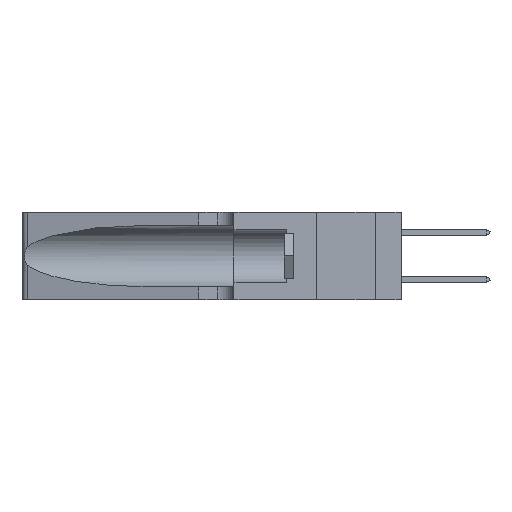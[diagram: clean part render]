
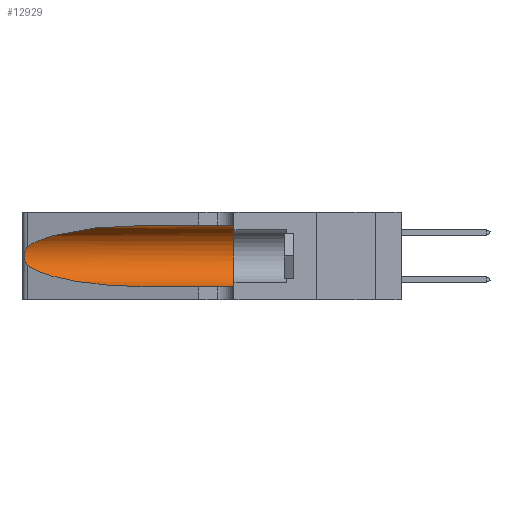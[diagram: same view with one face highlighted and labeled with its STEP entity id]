
A CAD part, left-side view. The second image highlights one B-rep face of the part: STEP entity #12929.
In plain terms, the highlighted cylindrical face has radius 3.308 mm (diameter 6.617 mm), a partial arc.
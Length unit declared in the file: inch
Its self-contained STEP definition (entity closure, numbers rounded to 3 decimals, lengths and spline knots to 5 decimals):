
#115 = LINE ( 'NONE', #37738, #32952 ) ;
#1162 = CARTESIAN_POINT ( 'NONE',  ( 0.18966, 0.96281, 0.05475 ) ) ;
#1504 = CARTESIAN_POINT ( 'NONE',  ( 0.1305, 0.35, 0.31525 ) ) ;
#1573 = ORIENTED_EDGE ( 'NONE', *, *, #14018, .T. ) ;
#1888 = EDGE_CURVE ( 'NONE', #35021, #28832, #34019, .T. ) ;
#2244 = VERTEX_POINT ( 'NONE', #1504 ) ;
#2838 = CARTESIAN_POINT ( 'NONE',  ( 0.25639, 1.23184, 0.21858 ) ) ;
#3372 = EDGE_CURVE ( 'NONE', #22436, #35021, #30988, .T. ) ;
#3845 = CARTESIAN_POINT ( 'NONE',  ( 0.25487, 1.22718, 0.14631 ) ) ;
#5247 = EDGE_CURVE ( 'NONE', #2244, #28832, #28021, .T. ) ;
#5702 = ORIENTED_EDGE ( 'NONE', *, *, #3372, .T. ) ;
#5913 = CARTESIAN_POINT ( 'NONE',  ( 0.1305, 0.35, 0.05475 ) ) ;
#6030 = CARTESIAN_POINT ( 'NONE',  ( 0.25854, 1.2359, 0.20912 ) ) ;
#7057 = CARTESIAN_POINT ( 'NONE',  ( 0.2373, 1.15595, 0.28018 ) ) ;
#7167 = EDGE_LOOP ( 'NONE', ( #1573, #23091, #5702, #11721, #30602, #22692 ) ) ;
#7551 = CARTESIAN_POINT ( 'NONE',  ( 0.25487, 1.22718, 0.14631 ) ) ;
#9112 = CARTESIAN_POINT ( 'NONE',  ( 0.25487, 1.22718, 0.22369 ) ) ;
#9251 = CARTESIAN_POINT ( 'NONE',  ( 0.26075, 1.23896, 0.19203 ) ) ;
#9681 = VECTOR ( 'NONE', #41100, 39.37008 ) ;
#10250 = CARTESIAN_POINT ( 'NONE',  ( 0.1305, 0.72297, 0.31525 ) ) ;
#11517 = CARTESIAN_POINT ( 'NONE',  ( 0.25487, 1.22718, 0.22369 ) ) ;
#11721 = ORIENTED_EDGE ( 'NONE', *, *, #1888, .T. ) ;
#12326 = CARTESIAN_POINT ( 'NONE',  ( 0.1305, 0.35, 0.185 ) ) ;
#12480 = CARTESIAN_POINT ( 'NONE',  ( 0.26017, 1.23833, 0.17102 ) ) ;
#12929 = ADVANCED_FACE ( 'NONE', ( #21407 ), #20434, .F. ) ;
#14018 = EDGE_CURVE ( 'NONE', #37259, #31341, #27957, .T. ) ;
#14952 = DIRECTION ( 'NONE',  ( 0., 0., -1. ) ) ;
#15504 = DIRECTION ( 'NONE',  ( 0., 0., 1. ) ) ;
#15672 = CARTESIAN_POINT ( 'NONE',  ( 0.25789, 1.23486, 0.15765 ) ) ;
#17111 = CARTESIAN_POINT ( 'NONE',  ( 0.1305, 0.72297, 0.05475 ) ) ;
#18858 = CARTESIAN_POINT ( 'NONE',  ( 0.25555, 1.22993, 0.14849 ) ) ;
#18940 = CARTESIAN_POINT ( 'NONE',  ( 0.1305, 1.61858, 0.05475 ) ) ;
#20434 = CYLINDRICAL_SURFACE ( 'NONE', #37501, 0.13025 ) ;
#20956 = CARTESIAN_POINT ( 'NONE',  ( 0.1305, 0.72297, 0.31525 ) ) ;
#21180 = CARTESIAN_POINT ( 'NONE',  ( 0.1305, 1.61858, 0.185 ) ) ;
#21407 = FACE_OUTER_BOUND ( 'NONE', #7167, .T. ) ;
#21950 = DIRECTION ( 'NONE',  ( 0., -1., 0. ) ) ;
#22436 = VERTEX_POINT ( 'NONE', #3845 ) ;
#22692 = ORIENTED_EDGE ( 'NONE', *, *, #24951, .F. ) ;
#23091 = ORIENTED_EDGE ( 'NONE', *, *, #25626, .T. ) ;
#24951 = EDGE_CURVE ( 'NONE', #37259, #2244, #115, .T. ) ;
#25109 = CARTESIAN_POINT ( 'NONE',  ( 0.25787, 1.23484, 0.2124 ) ) ;
#25626 = EDGE_CURVE ( 'NONE', #31341, #22436, #32276, .T. ) ;
#26608 = CARTESIAN_POINT ( 'NONE',  ( 0.2373, 1.15595, 0.08982 ) ) ;
#27957 =( BOUNDED_CURVE ( )  B_SPLINE_CURVE ( 3, ( #10250, #32352, #7057, #32503 ),
 .UNSPECIFIED., .F., .F. ) 
 B_SPLINE_CURVE_WITH_KNOTS ( ( 4, 4 ),
 ( 1.5708, 2.84003 ),
 .UNSPECIFIED. ) 
 CURVE ( )  GEOMETRIC_REPRESENTATION_ITEM ( )  RATIONAL_B_SPLINE_CURVE ( ( 1., 0.87, 0.87, 1. ) ) 
 REPRESENTATION_ITEM ( '' )  );
#28021 = CIRCLE ( 'NONE', #33723, 0.13025 ) ;
#28298 = CARTESIAN_POINT ( 'NONE',  ( 0.26018, 1.23835, 0.19895 ) ) ;
#28832 = VERTEX_POINT ( 'NONE', #5913 ) ;
#29803 = CARTESIAN_POINT ( 'NONE',  ( 0.1305, 0.72297, 0.05475 ) ) ;
#30602 = ORIENTED_EDGE ( 'NONE', *, *, #5247, .F. ) ;
#30988 =( BOUNDED_CURVE ( )  B_SPLINE_CURVE ( 3, ( #7551, #26608, #1162, #29803 ),
 .UNSPECIFIED., .F., .F. ) 
 B_SPLINE_CURVE_WITH_KNOTS ( ( 4, 4 ),
 ( 3.44316, 4.71239 ),
 .UNSPECIFIED. ) 
 CURVE ( )  GEOMETRIC_REPRESENTATION_ITEM ( )  RATIONAL_B_SPLINE_CURVE ( ( 1., 0.87, 0.87, 1. ) ) 
 REPRESENTATION_ITEM ( '' )  );
#31338 = CARTESIAN_POINT ( 'NONE',  ( 0.25555, 1.22994, 0.2215 ) ) ;
#31341 = VERTEX_POINT ( 'NONE', #11517 ) ;
#31487 = CARTESIAN_POINT ( 'NONE',  ( 0.26075, 1.23896, 0.178 ) ) ;
#32276 = B_SPLINE_CURVE_WITH_KNOTS ( 'NONE', 3,
 ( #9112, #31338, #2838, #25109, #6030, #28298, #9251, #31487, #12480, #34656, #15672, #37824, #18858, #41015 ),
 .UNSPECIFIED., .F., .F.,
 ( 4, 2, 2, 2, 2, 2, 4 ),
 ( 0., 0.00027, 0.00053, 0.00107, 0.0016, 0.00187, 0.00214 ),
 .UNSPECIFIED. ) ;
#32352 = CARTESIAN_POINT ( 'NONE',  ( 0.18966, 0.96281, 0.31525 ) ) ;
#32503 = CARTESIAN_POINT ( 'NONE',  ( 0.25487, 1.22718, 0.22369 ) ) ;
#32952 = VECTOR ( 'NONE', #21950, 39.37008 ) ;
#33723 = AXIS2_PLACEMENT_3D ( 'NONE', #12326, #34487, #15504 ) ;
#33934 = DIRECTION ( 'NONE',  ( 0., -1., 0. ) ) ;
#34019 = LINE ( 'NONE', #18940, #9681 ) ;
#34487 = DIRECTION ( 'NONE',  ( 0., 1., 0. ) ) ;
#34656 = CARTESIAN_POINT ( 'NONE',  ( 0.25856, 1.23593, 0.16098 ) ) ;
#35021 = VERTEX_POINT ( 'NONE', #17111 ) ;
#37259 = VERTEX_POINT ( 'NONE', #20956 ) ;
#37501 = AXIS2_PLACEMENT_3D ( 'NONE', #21180, #33934, #14952 ) ;
#37738 = CARTESIAN_POINT ( 'NONE',  ( 0.1305, 1.61858, 0.31525 ) ) ;
#37824 = CARTESIAN_POINT ( 'NONE',  ( 0.25639, 1.23186, 0.15144 ) ) ;
#41015 = CARTESIAN_POINT ( 'NONE',  ( 0.25487, 1.22718, 0.14631 ) ) ;
#41100 = DIRECTION ( 'NONE',  ( 0., -1., 0. ) ) ;
